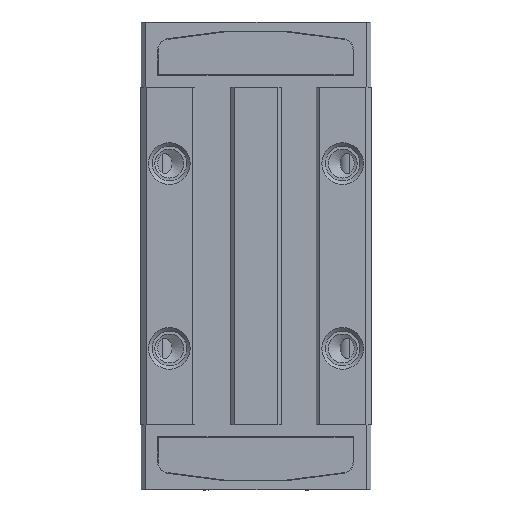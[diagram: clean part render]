
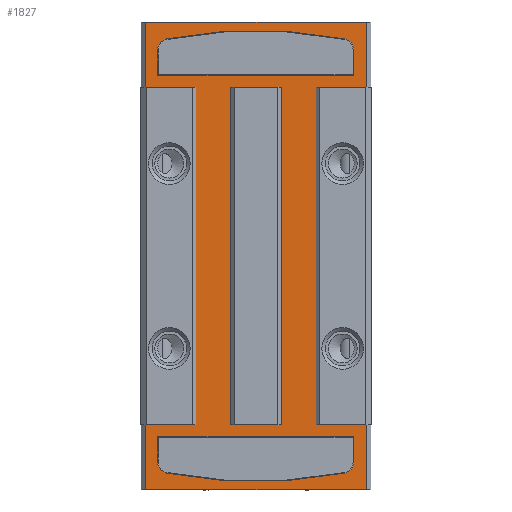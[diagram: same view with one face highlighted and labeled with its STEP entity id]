
A CAD part, front view. The second image highlights one B-rep face of the part: STEP entity #1827.
In plain terms, the highlighted face is planar.
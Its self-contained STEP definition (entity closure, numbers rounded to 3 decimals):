
#42=PLANE('',#1981);
#158=FACE_BOUND('',#331,.T.);
#159=FACE_BOUND('',#332,.T.);
#160=FACE_BOUND('',#333,.T.);
#197=FACE_OUTER_BOUND('',#330,.T.);
#330=EDGE_LOOP('',(#1418,#1419,#1420,#1421,#1422,#1423,#1424,#1425,#1426,
#1427,#1428,#1429));
#331=EDGE_LOOP('',(#1430,#1431,#1432,#1433));
#332=EDGE_LOOP('',(#1434,#1435,#1436,#1437,#1438,#1439));
#333=EDGE_LOOP('',(#1440,#1441,#1442,#1443,#1444,#1445));
#462=LINE('',#2999,#638);
#470=LINE('',#3017,#646);
#485=LINE('',#3204,#661);
#486=LINE('',#3206,#662);
#487=LINE('',#3208,#663);
#488=LINE('',#3210,#664);
#489=LINE('',#3212,#665);
#490=LINE('',#3213,#666);
#491=LINE('',#3215,#667);
#492=LINE('',#3217,#668);
#493=LINE('',#3219,#669);
#494=LINE('',#3220,#670);
#495=LINE('',#3223,#671);
#496=LINE('',#3225,#672);
#497=LINE('',#3227,#673);
#498=LINE('',#3228,#674);
#499=LINE('',#3231,#675);
#500=LINE('',#3233,#676);
#501=LINE('',#3237,#677);
#502=LINE('',#3240,#678);
#503=LINE('',#3242,#679);
#504=LINE('',#3249,#680);
#638=VECTOR('',#2237,19.1);
#646=VECTOR('',#2249,19.1);
#661=VECTOR('',#2268,5.65);
#662=VECTOR('',#2269,5.65);
#663=VECTOR('',#2270,4.35);
#664=VECTOR('',#2271,29.2);
#665=VECTOR('',#2272,4.35);
#666=VECTOR('',#2273,5.65);
#667=VECTOR('',#2274,5.65);
#668=VECTOR('',#2275,4.35);
#669=VECTOR('',#2276,29.2);
#670=VECTOR('',#2277,4.35);
#671=VECTOR('',#2278,4.4);
#672=VECTOR('',#2279,29.2);
#673=VECTOR('',#2280,4.4);
#674=VECTOR('',#2281,29.2);
#675=VECTOR('',#2282,16.95);
#676=VECTOR('',#2283,2.186);
#677=VECTOR('',#2288,2.186);
#678=VECTOR('',#2289,16.95);
#679=VECTOR('',#2290,2.186);
#680=VECTOR('',#2297,2.186);
#782=CIRCLE('',#1921,39.975);
#818=CIRCLE('',#1982,0.975);
#819=CIRCLE('',#1983,0.975);
#820=CIRCLE('',#1984,0.975);
#821=CIRCLE('',#1985,39.975);
#822=CIRCLE('',#1986,0.975);
#838=VERTEX_POINT('',#2573);
#839=VERTEX_POINT('',#2574);
#897=VERTEX_POINT('',#2840);
#920=VERTEX_POINT('',#2997);
#927=VERTEX_POINT('',#3014);
#928=VERTEX_POINT('',#3016);
#950=VERTEX_POINT('',#3203);
#951=VERTEX_POINT('',#3205);
#952=VERTEX_POINT('',#3207);
#953=VERTEX_POINT('',#3209);
#954=VERTEX_POINT('',#3211);
#955=VERTEX_POINT('',#3214);
#956=VERTEX_POINT('',#3216);
#957=VERTEX_POINT('',#3218);
#958=VERTEX_POINT('',#3221);
#959=VERTEX_POINT('',#3222);
#960=VERTEX_POINT('',#3224);
#961=VERTEX_POINT('',#3226);
#962=VERTEX_POINT('',#3229);
#963=VERTEX_POINT('',#3230);
#964=VERTEX_POINT('',#3232);
#965=VERTEX_POINT('',#3235);
#966=VERTEX_POINT('',#3238);
#967=VERTEX_POINT('',#3239);
#968=VERTEX_POINT('',#3241);
#969=VERTEX_POINT('',#3243);
#970=VERTEX_POINT('',#3245);
#971=VERTEX_POINT('',#3247);
#1016=EDGE_CURVE('',#838,#839,#782,.T.);
#1102=EDGE_CURVE('',#920,#897,#462,.T.);
#1110=EDGE_CURVE('',#927,#928,#470,.T.);
#1137=EDGE_CURVE('',#928,#950,#485,.T.);
#1138=EDGE_CURVE('',#951,#927,#486,.T.);
#1139=EDGE_CURVE('',#952,#951,#487,.T.);
#1140=EDGE_CURVE('',#953,#952,#488,.T.);
#1141=EDGE_CURVE('',#954,#953,#489,.T.);
#1142=EDGE_CURVE('',#897,#954,#490,.T.);
#1143=EDGE_CURVE('',#955,#920,#491,.T.);
#1144=EDGE_CURVE('',#956,#955,#492,.T.);
#1145=EDGE_CURVE('',#957,#956,#493,.T.);
#1146=EDGE_CURVE('',#950,#957,#494,.T.);
#1147=EDGE_CURVE('',#958,#959,#495,.T.);
#1148=EDGE_CURVE('',#960,#958,#496,.T.);
#1149=EDGE_CURVE('',#961,#960,#497,.T.);
#1150=EDGE_CURVE('',#959,#961,#498,.T.);
#1151=EDGE_CURVE('',#962,#963,#499,.T.);
#1152=EDGE_CURVE('',#964,#962,#500,.T.);
#1153=EDGE_CURVE('',#839,#964,#818,.T.);
#1154=EDGE_CURVE('',#965,#838,#819,.T.);
#1155=EDGE_CURVE('',#963,#965,#501,.T.);
#1156=EDGE_CURVE('',#966,#967,#502,.T.);
#1157=EDGE_CURVE('',#968,#966,#503,.T.);
#1158=EDGE_CURVE('',#969,#968,#820,.T.);
#1159=EDGE_CURVE('',#970,#969,#821,.T.);
#1160=EDGE_CURVE('',#971,#970,#822,.T.);
#1161=EDGE_CURVE('',#967,#971,#504,.T.);
#1418=ORIENTED_EDGE('',*,*,#1137,.F.);
#1419=ORIENTED_EDGE('',*,*,#1110,.F.);
#1420=ORIENTED_EDGE('',*,*,#1138,.F.);
#1421=ORIENTED_EDGE('',*,*,#1139,.F.);
#1422=ORIENTED_EDGE('',*,*,#1140,.F.);
#1423=ORIENTED_EDGE('',*,*,#1141,.F.);
#1424=ORIENTED_EDGE('',*,*,#1142,.F.);
#1425=ORIENTED_EDGE('',*,*,#1102,.F.);
#1426=ORIENTED_EDGE('',*,*,#1143,.F.);
#1427=ORIENTED_EDGE('',*,*,#1144,.F.);
#1428=ORIENTED_EDGE('',*,*,#1145,.F.);
#1429=ORIENTED_EDGE('',*,*,#1146,.F.);
#1430=ORIENTED_EDGE('',*,*,#1147,.F.);
#1431=ORIENTED_EDGE('',*,*,#1148,.F.);
#1432=ORIENTED_EDGE('',*,*,#1149,.F.);
#1433=ORIENTED_EDGE('',*,*,#1150,.F.);
#1434=ORIENTED_EDGE('',*,*,#1151,.F.);
#1435=ORIENTED_EDGE('',*,*,#1152,.F.);
#1436=ORIENTED_EDGE('',*,*,#1153,.F.);
#1437=ORIENTED_EDGE('',*,*,#1016,.F.);
#1438=ORIENTED_EDGE('',*,*,#1154,.F.);
#1439=ORIENTED_EDGE('',*,*,#1155,.F.);
#1440=ORIENTED_EDGE('',*,*,#1156,.F.);
#1441=ORIENTED_EDGE('',*,*,#1157,.F.);
#1442=ORIENTED_EDGE('',*,*,#1158,.F.);
#1443=ORIENTED_EDGE('',*,*,#1159,.F.);
#1444=ORIENTED_EDGE('',*,*,#1160,.F.);
#1445=ORIENTED_EDGE('',*,*,#1161,.F.);
#1827=ADVANCED_FACE('',(#197,#158,#159,#160),#42,.F.);
#1921=AXIS2_PLACEMENT_3D('',#2575,#2089,#2090);
#1981=AXIS2_PLACEMENT_3D('',#3202,#2266,#2267);
#1982=AXIS2_PLACEMENT_3D('',#3234,#2284,#2285);
#1983=AXIS2_PLACEMENT_3D('',#3236,#2286,#2287);
#1984=AXIS2_PLACEMENT_3D('',#3244,#2291,#2292);
#1985=AXIS2_PLACEMENT_3D('',#3246,#2293,#2294);
#1986=AXIS2_PLACEMENT_3D('',#3248,#2295,#2296);
#2089=DIRECTION('center_axis',(0.,1.,0.));
#2090=DIRECTION('ref_axis',(0.,0.,-1.));
#2237=DIRECTION('',(1.,0.,0.));
#2249=DIRECTION('',(-1.,0.,0.));
#2266=DIRECTION('center_axis',(0.,-1.,0.));
#2267=DIRECTION('ref_axis',(0.,0.,-1.));
#2268=DIRECTION('',(0.,0.,-1.));
#2269=DIRECTION('',(0.,0.,1.));
#2270=DIRECTION('',(1.,0.,0.));
#2271=DIRECTION('',(0.,0.,1.));
#2272=DIRECTION('',(-1.,0.,0.));
#2273=DIRECTION('',(0.,0.,1.));
#2274=DIRECTION('',(0.,0.,-1.));
#2275=DIRECTION('',(-1.,0.,0.));
#2276=DIRECTION('',(0.,0.,-1.));
#2277=DIRECTION('',(1.,0.,0.));
#2278=DIRECTION('',(-1.,0.,0.));
#2279=DIRECTION('',(0.,0.,-1.));
#2280=DIRECTION('',(1.,0.,0.));
#2281=DIRECTION('',(0.,0.,1.));
#2282=DIRECTION('',(1.,0.,0.));
#2283=DIRECTION('',(0.,0.,1.));
#2284=DIRECTION('center_axis',(0.,1.,0.));
#2285=DIRECTION('ref_axis',(0.,0.,-1.));
#2286=DIRECTION('center_axis',(0.,1.,0.));
#2287=DIRECTION('ref_axis',(0.,0.,-1.));
#2288=DIRECTION('',(0.,0.,-1.));
#2289=DIRECTION('',(-1.,0.,0.));
#2290=DIRECTION('',(0.,0.,-1.));
#2291=DIRECTION('center_axis',(0.,1.,0.));
#2292=DIRECTION('ref_axis',(0.,0.,-1.));
#2293=DIRECTION('center_axis',(0.,1.,0.));
#2294=DIRECTION('ref_axis',(0.,0.,-1.));
#2295=DIRECTION('center_axis',(0.,1.,0.));
#2296=DIRECTION('ref_axis',(0.,0.,-1.));
#2297=DIRECTION('',(0.,0.,1.));
#2573=CARTESIAN_POINT('',(7.663,5.2,-18.792));
#2574=CARTESIAN_POINT('',(-7.713,5.2,-18.792));
#2575=CARTESIAN_POINT('Origin',(-0.025,5.2,20.436));
#2840=CARTESIAN_POINT('',(9.55,5.2,-20.25));
#2997=CARTESIAN_POINT('',(-9.55,5.2,-20.25));
#2999=CARTESIAN_POINT('',(0.,5.2,-20.25));
#3014=CARTESIAN_POINT('',(9.55,5.2,20.25));
#3016=CARTESIAN_POINT('',(-9.55,5.2,20.25));
#3017=CARTESIAN_POINT('',(0.,5.2,20.25));
#3202=CARTESIAN_POINT('Origin',(-5.2,5.2,14.75));
#3203=CARTESIAN_POINT('',(-9.55,5.2,14.6));
#3204=CARTESIAN_POINT('',(-9.55,5.2,14.75));
#3205=CARTESIAN_POINT('',(9.55,5.2,14.6));
#3206=CARTESIAN_POINT('',(9.55,5.2,14.75));
#3207=CARTESIAN_POINT('',(5.2,5.2,14.6));
#3208=CARTESIAN_POINT('',(-5.2,5.2,14.6));
#3209=CARTESIAN_POINT('',(5.2,5.2,-14.6));
#3210=CARTESIAN_POINT('',(5.2,5.2,14.75));
#3211=CARTESIAN_POINT('',(9.55,5.2,-14.6));
#3212=CARTESIAN_POINT('',(-5.2,5.2,-14.6));
#3213=CARTESIAN_POINT('',(9.55,5.2,14.75));
#3214=CARTESIAN_POINT('',(-9.55,5.2,-14.6));
#3215=CARTESIAN_POINT('',(-9.55,5.2,14.75));
#3216=CARTESIAN_POINT('',(-5.2,5.2,-14.6));
#3217=CARTESIAN_POINT('',(-5.2,5.2,-14.6));
#3218=CARTESIAN_POINT('',(-5.2,5.2,14.6));
#3219=CARTESIAN_POINT('',(-5.2,5.2,14.75));
#3220=CARTESIAN_POINT('',(-5.2,5.2,14.6));
#3221=CARTESIAN_POINT('',(2.2,5.2,-14.6));
#3222=CARTESIAN_POINT('',(-2.2,5.2,-14.6));
#3223=CARTESIAN_POINT('',(-5.2,5.2,-14.6));
#3224=CARTESIAN_POINT('',(2.2,5.2,14.6));
#3225=CARTESIAN_POINT('',(2.2,5.2,14.75));
#3226=CARTESIAN_POINT('',(-2.2,5.2,14.6));
#3227=CARTESIAN_POINT('',(-5.2,5.2,14.6));
#3228=CARTESIAN_POINT('',(-2.2,5.2,14.75));
#3229=CARTESIAN_POINT('',(-8.5,5.2,-15.65));
#3230=CARTESIAN_POINT('',(8.45,5.2,-15.65));
#3231=CARTESIAN_POINT('',(-5.2,5.2,-15.65));
#3232=CARTESIAN_POINT('',(-8.5,5.2,-17.836));
#3233=CARTESIAN_POINT('',(-8.5,5.2,14.75));
#3234=CARTESIAN_POINT('Origin',(-7.525,5.2,-17.836));
#3235=CARTESIAN_POINT('',(8.45,5.2,-17.836));
#3236=CARTESIAN_POINT('Origin',(7.475,5.2,-17.836));
#3237=CARTESIAN_POINT('',(8.45,5.2,14.75));
#3238=CARTESIAN_POINT('',(8.45,5.2,15.65));
#3239=CARTESIAN_POINT('',(-8.5,5.2,15.65));
#3240=CARTESIAN_POINT('',(-5.2,5.2,15.65));
#3241=CARTESIAN_POINT('',(8.45,5.2,17.836));
#3242=CARTESIAN_POINT('',(8.45,5.2,14.75));
#3243=CARTESIAN_POINT('',(7.663,5.2,18.792));
#3244=CARTESIAN_POINT('Origin',(7.475,5.2,17.836));
#3245=CARTESIAN_POINT('',(-7.713,5.2,18.792));
#3246=CARTESIAN_POINT('Origin',(-0.025,5.2,-20.436));
#3247=CARTESIAN_POINT('',(-8.5,5.2,17.836));
#3248=CARTESIAN_POINT('Origin',(-7.525,5.2,17.836));
#3249=CARTESIAN_POINT('',(-8.5,5.2,14.75));
